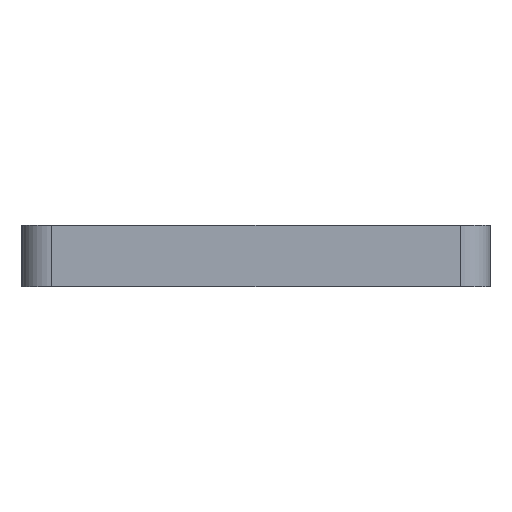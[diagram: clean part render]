
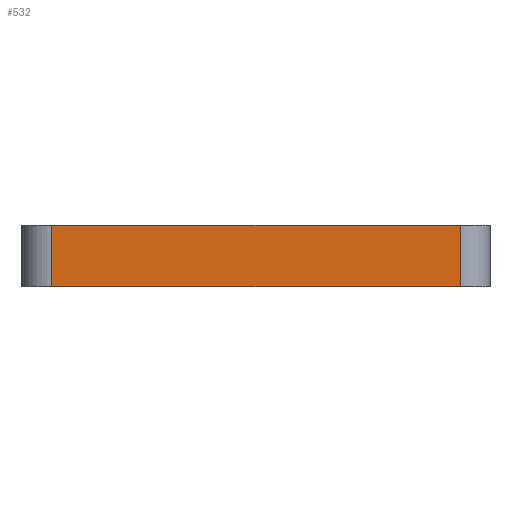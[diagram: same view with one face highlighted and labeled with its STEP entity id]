
A CAD part, left-side view. The second image highlights one B-rep face of the part: STEP entity #532.
In plain terms, the highlighted planar face has unit normal (-1, 0, 0).
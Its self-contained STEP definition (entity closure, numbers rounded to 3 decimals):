
#28=PLANE('',#609);
#34=LINE('',#797,#58);
#41=LINE('',#836,#65);
#46=LINE('',#849,#70);
#53=LINE('',#916,#77);
#58=VECTOR('',#633,10.);
#65=VECTOR('',#670,10.);
#70=VECTOR('',#683,10.);
#77=VECTOR('',#770,10.);
#144=FACE_OUTER_BOUND('',#202,.T.);
#202=EDGE_LOOP('',(#460,#461,#462,#463));
#260=VERTEX_POINT('',#794);
#261=VERTEX_POINT('',#796);
#278=VERTEX_POINT('',#834);
#282=VERTEX_POINT('',#848);
#311=EDGE_CURVE('',#260,#261,#34,.T.);
#331=EDGE_CURVE('',#278,#260,#41,.T.);
#337=EDGE_CURVE('',#261,#282,#46,.T.);
#363=EDGE_CURVE('',#282,#278,#53,.T.);
#460=ORIENTED_EDGE('',*,*,#331,.F.);
#461=ORIENTED_EDGE('',*,*,#363,.F.);
#462=ORIENTED_EDGE('',*,*,#337,.F.);
#463=ORIENTED_EDGE('',*,*,#311,.F.);
#532=ADVANCED_FACE('',(#144),#28,.T.);
#609=AXIS2_PLACEMENT_3D('',#915,#768,#769);
#633=DIRECTION('',(0.,1.,0.));
#670=DIRECTION('',(0.,0.,-1.));
#683=DIRECTION('',(0.,0.,1.));
#768=DIRECTION('center_axis',(-1.,0.,0.));
#769=DIRECTION('ref_axis',(0.,0.,1.));
#770=DIRECTION('',(0.,-1.,0.));
#794=CARTESIAN_POINT('',(-1345.,-54.974,-10.));
#796=CARTESIAN_POINT('',(-1345.,11.174,-10.));
#797=CARTESIAN_POINT('',(-1345.,-26.95,-10.));
#834=CARTESIAN_POINT('',(-1345.,-54.974,0.));
#836=CARTESIAN_POINT('',(-1345.,-54.974,0.));
#848=CARTESIAN_POINT('',(-1345.,11.174,0.));
#849=CARTESIAN_POINT('',(-1345.,11.174,0.));
#915=CARTESIAN_POINT('Origin',(-1345.,16.,0.));
#916=CARTESIAN_POINT('',(-1345.,-16.,0.));
